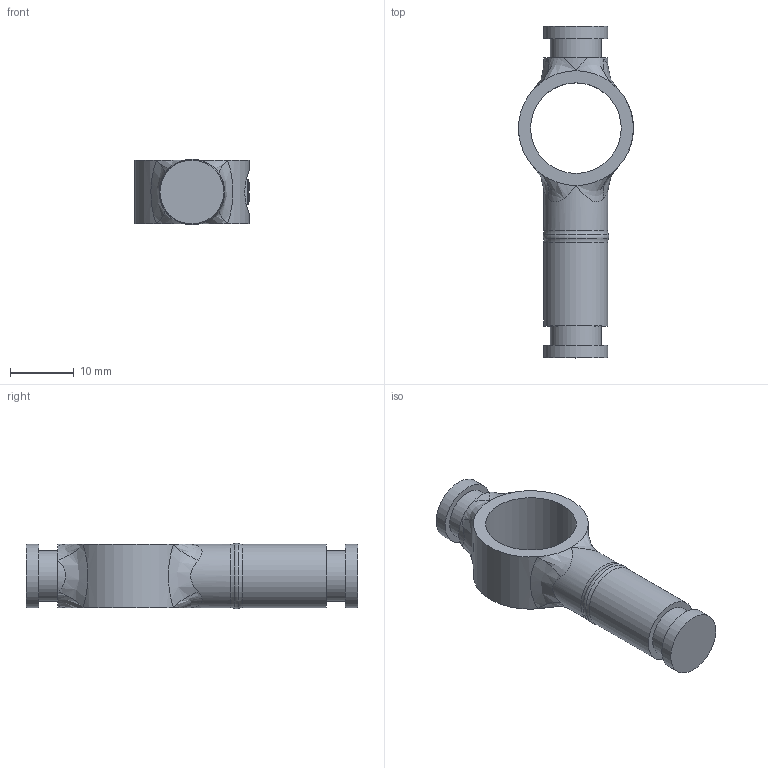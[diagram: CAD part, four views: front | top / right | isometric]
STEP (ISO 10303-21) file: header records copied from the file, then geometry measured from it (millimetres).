
FILE_DESCRIPTION(/* description */ (''),/* implementation_level */ '2;1');
FILE_NAME(/* name */ '3758264e-6192-44a3-8ae4-283a39ae0207.stp',/* time_stamp */ '2019-01-08T13:39:43+00:00',/* author */ (''),/* organization */ (''),/* preprocessor_version */ 'ST-DEVELOPER v17.2',/* originating_system */ 'Autodesk Translation Framework v7.6.0.251',/* authorisation */ '');
FILE_SCHEMA (('AUTOMOTIVE_DESIGN { 1 0 10303 214 3 1 1 }'));
Length unit declared in the file: millimetre
Products named in the file (1): Simulation Model 1
Bounding box: 17.97 x 52 x 10.3 mm (x, y, z)
Volume: 3553.4 mm3; surface area: 2414.7 mm2
Topology: 1 solids, 1 shells, 55 faces, 135 edges, 77 vertices
Faces by surface type: plane 20, cylinder 20, bspline 12, torus 3
Full cylindrical faces by diameter (mm): 2 x1, 7 x1, 8 x2, 10 x4, 14.2 x1
Entity records: 2220 total; most frequent: CARTESIAN_POINT 994, ORIENTED_EDGE 246, DIRECTION 239, EDGE_CURVE 123, AXIS2_PLACEMENT_3D 101, VERTEX_POINT 75, EDGE_LOOP 64, CIRCLE 57
